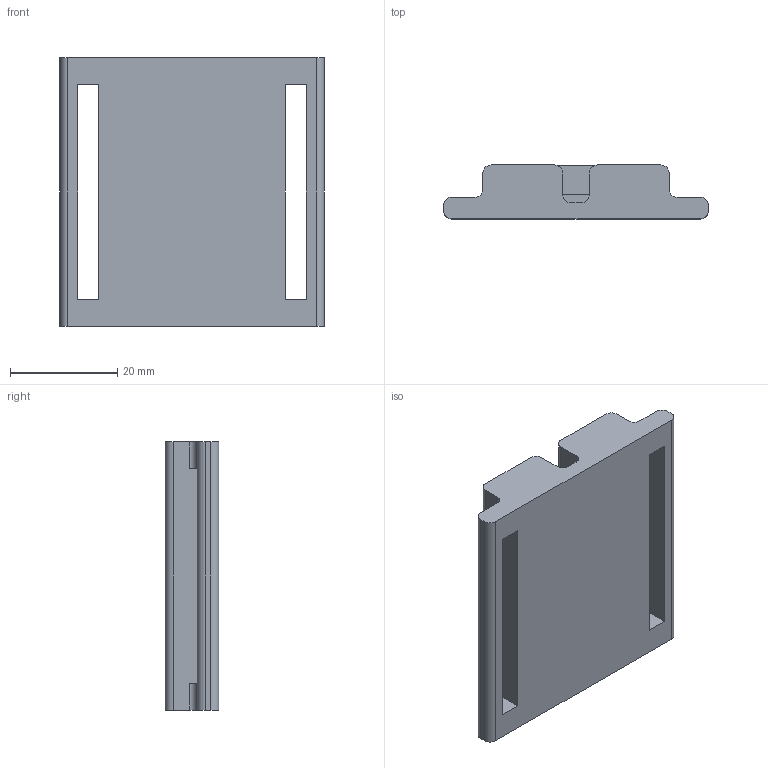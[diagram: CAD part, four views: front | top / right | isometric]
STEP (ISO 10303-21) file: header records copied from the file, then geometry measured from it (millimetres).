
FILE_DESCRIPTION (( 'STEP AP214' ), '1' );
FILE_NAME ('BNO085 Extension Case 0.3mm Tolerance V2 40mm Strap Version Wide Slot.STEP', '2023-09-29T19:54:02', ( '' ), ( '' ), 'SwSTEP 2.0', 'SolidWorks 2022', '' );
FILE_SCHEMA (( 'AUTOMOTIVE_DESIGN' ));
Length unit declared in the file: millimetre
Products named in the file (1): BNO085 Extension Case 0.3mm Tolerance V2 40mm Strap Version Wide Slot
Bounding box: 49.33 x 10 x 50 mm (x, y, z)
Volume: 14107.8 mm3; surface area: 7381.9 mm2
Topology: 1 solids, 1 shells, 42 faces, 126 edges, 84 vertices
Faces by surface type: plane 28, cylinder 14
Entity records: 1460 total; most frequent: CARTESIAN_POINT 253, ORIENTED_EDGE 252, DIRECTION 240, EDGE_CURVE 126, VECTOR 98, LINE 98, VERTEX_POINT 84, AXIS2_PLACEMENT_3D 71
